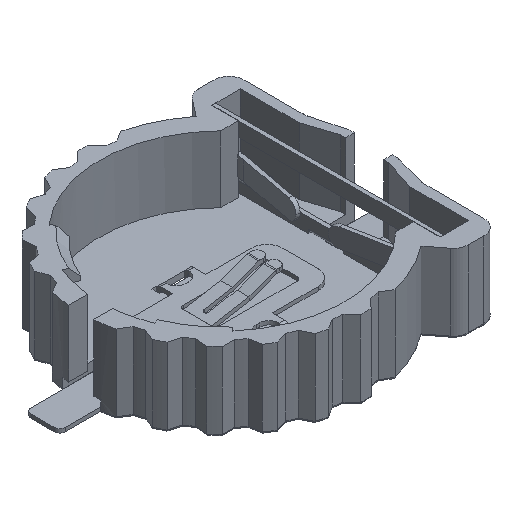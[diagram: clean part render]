
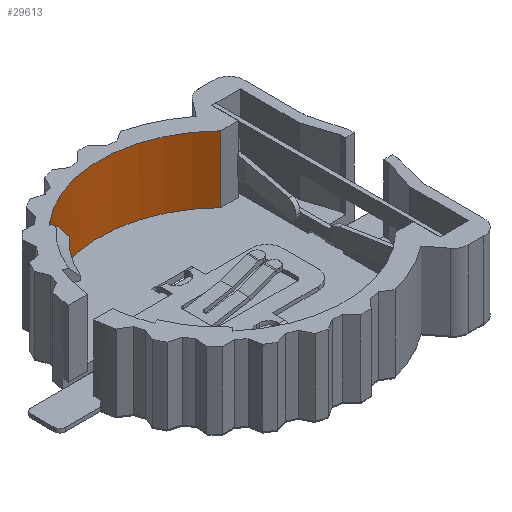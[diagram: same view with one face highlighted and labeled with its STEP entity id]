
A CAD part, isometric view. The second image highlights one B-rep face of the part: STEP entity #29613.
In plain terms, the highlighted cylindrical face has radius 6.45 mm (diameter 12.9 mm), a partial arc.
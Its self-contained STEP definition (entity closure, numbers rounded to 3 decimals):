
#248 = VERTEX_POINT ( 'NONE', #30033 ) ;
#746 = AXIS2_PLACEMENT_3D ( 'NONE', #7230, #17559, #17910 ) ;
#1169 = ORIENTED_EDGE ( 'NONE', *, *, #4599, .T. ) ;
#1365 = DIRECTION ( 'NONE',  ( 0., 0., -1. ) ) ;
#2426 = AXIS2_PLACEMENT_3D ( 'NONE', #3363, #6487, #6304 ) ;
#2433 = CARTESIAN_POINT ( 'NONE',  ( 0., 0., 0.6 ) ) ;
#3235 = CARTESIAN_POINT ( 'NONE',  ( 4.518, 4.604, 0.6 ) ) ;
#3363 = CARTESIAN_POINT ( 'NONE',  ( 0., 0., 4.1 ) ) ;
#3558 = DIRECTION ( 'NONE',  ( 0., 0., 1. ) ) ;
#3859 = DIRECTION ( 'NONE',  ( 0., 0., -1. ) ) ;
#4129 = EDGE_CURVE ( 'NONE', #32001, #34524, #30067, .T. ) ;
#4191 = CARTESIAN_POINT ( 'NONE',  ( -4.272, 4.832, 3.4 ) ) ;
#4506 = DIRECTION ( 'NONE',  ( 1., 0., 0. ) ) ;
#4599 = EDGE_CURVE ( 'NONE', #7265, #24941, #22450, .T. ) ;
#4780 = CARTESIAN_POINT ( 'NONE',  ( -6.372, 1., 0.6 ) ) ;
#5090 = ORIENTED_EDGE ( 'NONE', *, *, #20142, .F. ) ;
#5188 = CIRCLE ( 'NONE', #2426, 6.45 ) ;
#5967 = CARTESIAN_POINT ( 'NONE',  ( 0., 0., 0.1 ) ) ;
#6304 = DIRECTION ( 'NONE',  ( 1., 0., 0. ) ) ;
#6487 = DIRECTION ( 'NONE',  ( 0., 0., 1. ) ) ;
#6660 = ORIENTED_EDGE ( 'NONE', *, *, #34319, .F. ) ;
#6925 = LINE ( 'NONE', #19878, #17609 ) ;
#6932 = CARTESIAN_POINT ( 'NONE',  ( -4.272, 4.832, 4.1 ) ) ;
#7133 = CIRCLE ( 'NONE', #12161, 6.45 ) ;
#7230 = CARTESIAN_POINT ( 'NONE',  ( 0., 0., 4.1 ) ) ;
#7265 = VERTEX_POINT ( 'NONE', #21884 ) ;
#7472 = CARTESIAN_POINT ( 'NONE',  ( -6.05, 2.237, 0. ) ) ;
#7601 = ORIENTED_EDGE ( 'NONE', *, *, #30239, .T. ) ;
#8018 = LINE ( 'NONE', #10499, #26479 ) ;
#8719 = CARTESIAN_POINT ( 'NONE',  ( -6.417, 0.65, 0.6 ) ) ;
#9072 = EDGE_CURVE ( 'NONE', #14642, #23454, #10287, .T. ) ;
#9990 = CARTESIAN_POINT ( 'NONE',  ( -6.05, 2.237, 0.6 ) ) ;
#10287 = CIRCLE ( 'NONE', #24143, 6.45 ) ;
#10499 = CARTESIAN_POINT ( 'NONE',  ( -4.121, 4.962, 0. ) ) ;
#10538 = ORIENTED_EDGE ( 'NONE', *, *, #34485, .F. ) ;
#11152 = VERTEX_POINT ( 'NONE', #21139 ) ;
#11439 = DIRECTION ( 'NONE',  ( 0., 0., 1. ) ) ;
#12161 = AXIS2_PLACEMENT_3D ( 'NONE', #21201, #3558, #33238 ) ;
#12252 = VERTEX_POINT ( 'NONE', #22609 ) ;
#12837 = AXIS2_PLACEMENT_3D ( 'NONE', #5967, #3859, #32675 ) ;
#13186 = EDGE_CURVE ( 'NONE', #13521, #13612, #24225, .T. ) ;
#13189 = AXIS2_PLACEMENT_3D ( 'NONE', #14892, #26199, #18003 ) ;
#13258 = CARTESIAN_POINT ( 'NONE',  ( 0., 0., 3.4 ) ) ;
#13488 = ORIENTED_EDGE ( 'NONE', *, *, #4129, .T. ) ;
#13521 = VERTEX_POINT ( 'NONE', #26472 ) ;
#13612 = VERTEX_POINT ( 'NONE', #9990 ) ;
#13981 = DIRECTION ( 'NONE',  ( 0., 0., 1. ) ) ;
#14097 = VECTOR ( 'NONE', #31756, 1000. ) ;
#14175 = CARTESIAN_POINT ( 'NONE',  ( -5.977, 2.424, 0.6 ) ) ;
#14642 = VERTEX_POINT ( 'NONE', #4780 ) ;
#14892 = CARTESIAN_POINT ( 'NONE',  ( 0., 0., 0.6 ) ) ;
#15365 = CARTESIAN_POINT ( 'NONE',  ( -5.977, 2.424, 4.1 ) ) ;
#15720 = DIRECTION ( 'NONE',  ( -1., 0., 0. ) ) ;
#15759 = EDGE_CURVE ( 'NONE', #34524, #22879, #5188, .T. ) ;
#16349 = FACE_OUTER_BOUND ( 'NONE', #24609, .T. ) ;
#16767 = LINE ( 'NONE', #8719, #24317 ) ;
#16911 = EDGE_CURVE ( 'NONE', #12252, #11152, #8018, .T. ) ;
#17559 = DIRECTION ( 'NONE',  ( 0., 0., 1. ) ) ;
#17609 = VECTOR ( 'NONE', #1365, 1000. ) ;
#17910 = DIRECTION ( 'NONE',  ( 1., 0., 0. ) ) ;
#18003 = DIRECTION ( 'NONE',  ( 1., 0., 0. ) ) ;
#18970 = VECTOR ( 'NONE', #31980, 1000. ) ;
#19055 = AXIS2_PLACEMENT_3D ( 'NONE', #13258, #23904, #15720 ) ;
#19878 = CARTESIAN_POINT ( 'NONE',  ( -4.272, 4.832, 0.6 ) ) ;
#20142 = EDGE_CURVE ( 'NONE', #13612, #14642, #7133, .T. ) ;
#21139 = CARTESIAN_POINT ( 'NONE',  ( -4.121, 4.962, 0.6 ) ) ;
#21201 = CARTESIAN_POINT ( 'NONE',  ( 0., 0., 0.6 ) ) ;
#21460 = ORIENTED_EDGE ( 'NONE', *, *, #31031, .T. ) ;
#21480 = EDGE_CURVE ( 'NONE', #248, #7265, #29949, .T. ) ;
#21884 = CARTESIAN_POINT ( 'NONE',  ( 4.518, 4.604, 4.1 ) ) ;
#22444 = ORIENTED_EDGE ( 'NONE', *, *, #15759, .T. ) ;
#22450 = CIRCLE ( 'NONE', #746, 6.45 ) ;
#22609 = CARTESIAN_POINT ( 'NONE',  ( -4.121, 4.962, 0.1 ) ) ;
#22632 = CARTESIAN_POINT ( 'NONE',  ( 0., 0., 0.6 ) ) ;
#22841 = AXIS2_PLACEMENT_3D ( 'NONE', #22632, #33096, #30832 ) ;
#22879 = VERTEX_POINT ( 'NONE', #23597 ) ;
#23454 = VERTEX_POINT ( 'NONE', #29924 ) ;
#23488 = VECTOR ( 'NONE', #11439, 1000. ) ;
#23597 = CARTESIAN_POINT ( 'NONE',  ( -6.417, 0.65, 4.1 ) ) ;
#23904 = DIRECTION ( 'NONE',  ( 0., 0., 1. ) ) ;
#24130 = EDGE_CURVE ( 'NONE', #24941, #25821, #6925, .T. ) ;
#24143 = AXIS2_PLACEMENT_3D ( 'NONE', #2433, #26158, #4506 ) ;
#24225 = LINE ( 'NONE', #7472, #14097 ) ;
#24317 = VECTOR ( 'NONE', #13981, 1000. ) ;
#24609 = EDGE_LOOP ( 'NONE', ( #21460, #13488, #22444, #10538, #28431, #5090, #29118, #7601, #30757, #6660, #28012, #1169, #32087 ) ) ;
#24941 = VERTEX_POINT ( 'NONE', #6932 ) ;
#25821 = VERTEX_POINT ( 'NONE', #4191 ) ;
#26019 = CIRCLE ( 'NONE', #13189, 6.45 ) ;
#26158 = DIRECTION ( 'NONE',  ( 0., 0., 1. ) ) ;
#26199 = DIRECTION ( 'NONE',  ( 0., 0., 1. ) ) ;
#26472 = CARTESIAN_POINT ( 'NONE',  ( -6.05, 2.237, 0.1 ) ) ;
#26479 = VECTOR ( 'NONE', #29337, 1000. ) ;
#27324 = CYLINDRICAL_SURFACE ( 'NONE', #22841, 6.45 ) ;
#28012 = ORIENTED_EDGE ( 'NONE', *, *, #21480, .T. ) ;
#28431 = ORIENTED_EDGE ( 'NONE', *, *, #9072, .F. ) ;
#28469 = CIRCLE ( 'NONE', #12837, 6.45 ) ;
#29118 = ORIENTED_EDGE ( 'NONE', *, *, #13186, .F. ) ;
#29337 = DIRECTION ( 'NONE',  ( 0., 0., 1. ) ) ;
#29613 = ADVANCED_FACE ( 'NONE', ( #16349 ), #27324, .F. ) ;
#29924 = CARTESIAN_POINT ( 'NONE',  ( -6.417, 0.65, 0.6 ) ) ;
#29949 = LINE ( 'NONE', #3235, #23488 ) ;
#30033 = CARTESIAN_POINT ( 'NONE',  ( 4.518, 4.604, 0.6 ) ) ;
#30067 = LINE ( 'NONE', #14175, #18970 ) ;
#30239 = EDGE_CURVE ( 'NONE', #13521, #12252, #28469, .T. ) ;
#30757 = ORIENTED_EDGE ( 'NONE', *, *, #16911, .T. ) ;
#30832 = DIRECTION ( 'NONE',  ( 1., 0., 0. ) ) ;
#31031 = EDGE_CURVE ( 'NONE', #25821, #32001, #34140, .T. ) ;
#31756 = DIRECTION ( 'NONE',  ( 0., 0., 1. ) ) ;
#31980 = DIRECTION ( 'NONE',  ( 0., 0., 1. ) ) ;
#32001 = VERTEX_POINT ( 'NONE', #32856 ) ;
#32087 = ORIENTED_EDGE ( 'NONE', *, *, #24130, .T. ) ;
#32675 = DIRECTION ( 'NONE',  ( 1., 0., 0. ) ) ;
#32856 = CARTESIAN_POINT ( 'NONE',  ( -5.977, 2.424, 3.4 ) ) ;
#33096 = DIRECTION ( 'NONE',  ( 0., 0., 1. ) ) ;
#33238 = DIRECTION ( 'NONE',  ( 1., 0., 0. ) ) ;
#34140 = CIRCLE ( 'NONE', #19055, 6.45 ) ;
#34319 = EDGE_CURVE ( 'NONE', #248, #11152, #26019, .T. ) ;
#34485 = EDGE_CURVE ( 'NONE', #23454, #22879, #16767, .T. ) ;
#34524 = VERTEX_POINT ( 'NONE', #15365 ) ;
